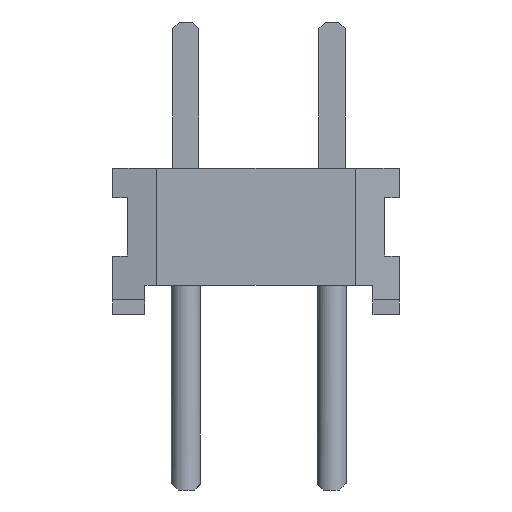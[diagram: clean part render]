
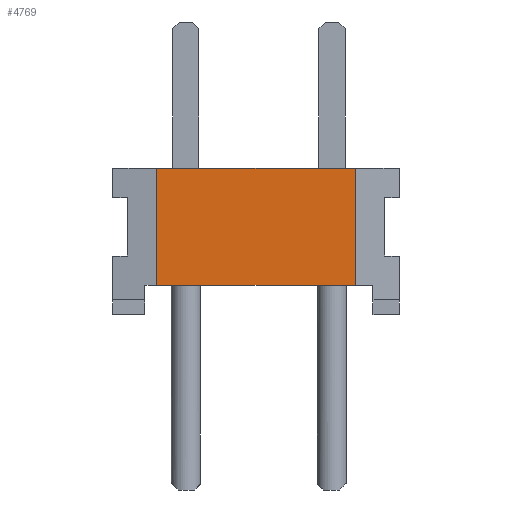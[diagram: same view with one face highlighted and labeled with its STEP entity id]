
A CAD part, left-side view. The second image highlights one B-rep face of the part: STEP entity #4769.
In plain terms, the highlighted planar face has unit normal (-1, 0, 0).
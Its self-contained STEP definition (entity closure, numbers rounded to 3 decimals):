
#4769 = ADVANCED_FACE('',(#4770),#4804,.F.);
#4770 = FACE_BOUND('',#4771,.T.);
#4771 = EDGE_LOOP('',(#4772,#4782,#4790,#4798));
#4772 = ORIENTED_EDGE('',*,*,#4773,.F.);
#4773 = EDGE_CURVE('',#4774,#4776,#4778,.T.);
#4774 = VERTEX_POINT('',#4775);
#4775 = CARTESIAN_POINT('',(-5.715,1.778,2.54));
#4776 = VERTEX_POINT('',#4777);
#4777 = CARTESIAN_POINT('',(-5.715,-1.676,2.54));
#4778 = LINE('',#4779,#4780);
#4779 = CARTESIAN_POINT('',(-5.715,2.54,2.54));
#4780 = VECTOR('',#4781,1.);
#4781 = DIRECTION('',(0.,-1.,0.));
#4782 = ORIENTED_EDGE('',*,*,#4783,.T.);
#4783 = EDGE_CURVE('',#4774,#4784,#4786,.T.);
#4784 = VERTEX_POINT('',#4785);
#4785 = CARTESIAN_POINT('',(-5.715,1.778,0.508));
#4786 = LINE('',#4787,#4788);
#4787 = CARTESIAN_POINT('',(-5.715,1.778,2.54));
#4788 = VECTOR('',#4789,1.);
#4789 = DIRECTION('',(0.,0.,-1.));
#4790 = ORIENTED_EDGE('',*,*,#4791,.T.);
#4791 = EDGE_CURVE('',#4784,#4792,#4794,.T.);
#4792 = VERTEX_POINT('',#4793);
#4793 = CARTESIAN_POINT('',(-5.715,-1.676,0.508));
#4794 = LINE('',#4795,#4796);
#4795 = CARTESIAN_POINT('',(-5.715,1.981,0.508));
#4796 = VECTOR('',#4797,1.);
#4797 = DIRECTION('',(0.,-1.,0.));
#4798 = ORIENTED_EDGE('',*,*,#4799,.T.);
#4799 = EDGE_CURVE('',#4792,#4776,#4800,.T.);
#4800 = LINE('',#4801,#4802);
#4801 = CARTESIAN_POINT('',(-5.715,-1.676,2.54));
#4802 = VECTOR('',#4803,1.);
#4803 = DIRECTION('',(0.,0.,1.));
#4804 = PLANE('',#4805);
#4805 = AXIS2_PLACEMENT_3D('',#4806,#4807,#4808);
#4806 = CARTESIAN_POINT('',(-5.715,2.54,2.54));
#4807 = DIRECTION('',(1.,0.,0.));
#4808 = DIRECTION('',(0.,1.,0.));
